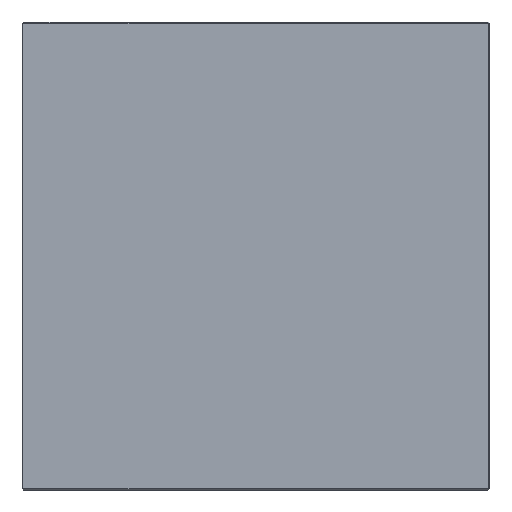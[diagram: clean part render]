
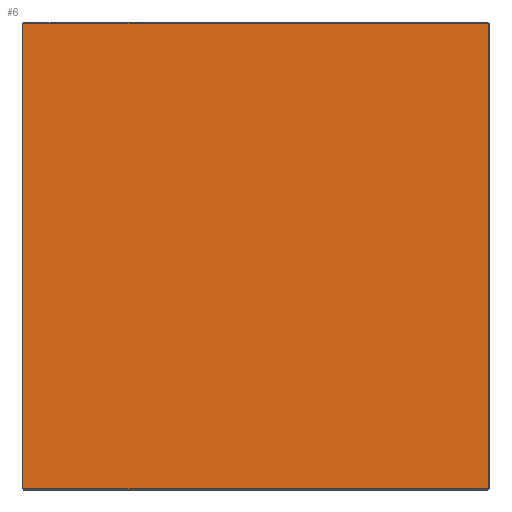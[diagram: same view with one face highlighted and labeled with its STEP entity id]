
A CAD part, front view. The second image highlights one B-rep face of the part: STEP entity #6.
In plain terms, the highlighted planar face has unit normal (0, -1, 0).
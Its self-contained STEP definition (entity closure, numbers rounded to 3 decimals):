
#6 = ADVANCED_FACE ( 'NONE', ( #255 ), #340, .F. ) ;
#9 = DIRECTION ( 'NONE',  ( 0., 0., -1. ) ) ;
#34 = LINE ( 'NONE', #311, #199 ) ;
#36 = EDGE_CURVE ( 'NONE', #478, #220, #479, .T. ) ;
#57 = DIRECTION ( 'NONE',  ( 0., 0., 1. ) ) ;
#71 = VECTOR ( 'NONE', #295, 1000. ) ;
#96 = AXIS2_PLACEMENT_3D ( 'NONE', #137, #399, #57 ) ;
#100 = ORIENTED_EDGE ( 'NONE', *, *, #387, .T. ) ;
#101 = CARTESIAN_POINT ( 'NONE',  ( -20., -34.641, 0.1 ) ) ;
#114 = EDGE_CURVE ( 'NONE', #118, #478, #170, .T. ) ;
#117 = CARTESIAN_POINT ( 'NONE',  ( 19.9, -34.641, 0.1 ) ) ;
#118 = VERTEX_POINT ( 'NONE', #304 ) ;
#124 = CARTESIAN_POINT ( 'NONE',  ( -19.927, -34.641, 0.1 ) ) ;
#137 = CARTESIAN_POINT ( 'NONE',  ( -20., -34.641, 40. ) ) ;
#148 = DIRECTION ( 'NONE',  ( 0., 0., 1. ) ) ;
#170 = LINE ( 'NONE', #337, #315 ) ;
#199 = VECTOR ( 'NONE', #148, 1000. ) ;
#215 = CARTESIAN_POINT ( 'NONE',  ( -20., -34.641, 39.9 ) ) ;
#220 = VERTEX_POINT ( 'NONE', #117 ) ;
#221 = CARTESIAN_POINT ( 'NONE',  ( 19.9, -34.641, 39.9 ) ) ;
#232 = ORIENTED_EDGE ( 'NONE', *, *, #114, .T. ) ;
#238 = VECTOR ( 'NONE', #301, 1000. ) ;
#255 = FACE_OUTER_BOUND ( 'NONE', #326, .T. ) ;
#264 = VERTEX_POINT ( 'NONE', #221 ) ;
#273 = EDGE_CURVE ( 'NONE', #264, #118, #403, .T. ) ;
#295 = DIRECTION ( 'NONE',  ( 1., 0., 0. ) ) ;
#301 = DIRECTION ( 'NONE',  ( -1., 0., 0. ) ) ;
#304 = CARTESIAN_POINT ( 'NONE',  ( -19.927, -34.641, 39.9 ) ) ;
#311 = CARTESIAN_POINT ( 'NONE',  ( 19.9, -34.641, 40. ) ) ;
#315 = VECTOR ( 'NONE', #9, 1000. ) ;
#326 = EDGE_LOOP ( 'NONE', ( #100, #408, #232, #437 ) ) ;
#337 = CARTESIAN_POINT ( 'NONE',  ( -19.927, -34.641, 40. ) ) ;
#340 = PLANE ( 'NONE',  #96 ) ;
#387 = EDGE_CURVE ( 'NONE', #220, #264, #34, .T. ) ;
#399 = DIRECTION ( 'NONE',  ( 0., 1., 0. ) ) ;
#403 = LINE ( 'NONE', #215, #238 ) ;
#408 = ORIENTED_EDGE ( 'NONE', *, *, #273, .T. ) ;
#437 = ORIENTED_EDGE ( 'NONE', *, *, #36, .T. ) ;
#478 = VERTEX_POINT ( 'NONE', #124 ) ;
#479 = LINE ( 'NONE', #101, #71 ) ;
